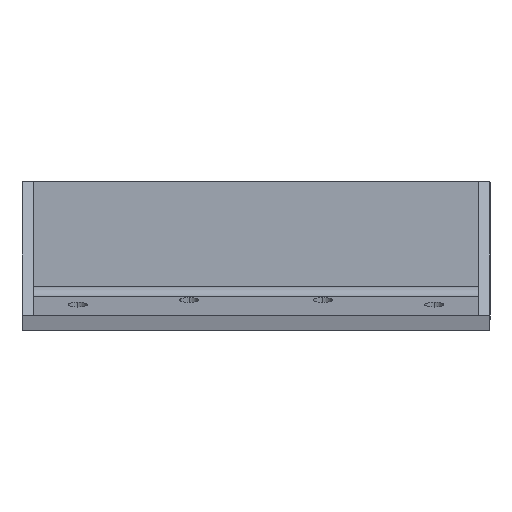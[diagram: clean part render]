
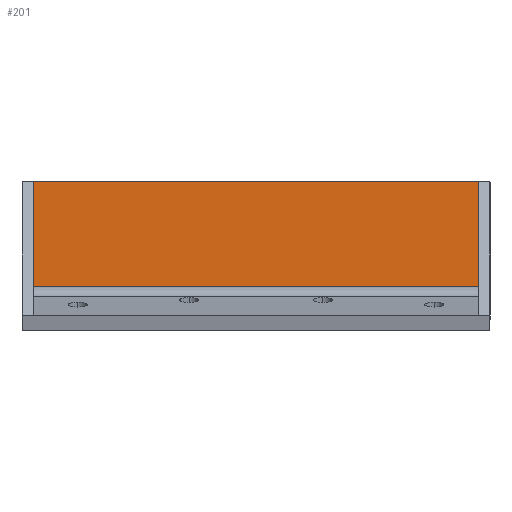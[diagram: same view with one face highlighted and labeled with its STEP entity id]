
A CAD part, top view. The second image highlights one B-rep face of the part: STEP entity #201.
In plain terms, the highlighted planar face has unit normal (0, 0, 1).
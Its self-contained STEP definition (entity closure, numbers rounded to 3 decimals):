
#186 = CARTESIAN_POINT ( 'NONE',  ( -47., -16.892, 57. ) ) ;
#193 = ORIENTED_EDGE ( 'NONE', *, *, #531, .T. ) ;
#201 = ADVANCED_FACE ( 'NONE', ( #1353 ), #2277, .T. ) ;
#297 = EDGE_CURVE ( 'NONE', #2181, #403, #441, .T. ) ;
#379 = DIRECTION ( 'NONE',  ( 0., 1., 0. ) ) ;
#392 = DIRECTION ( 'NONE',  ( 1., 0., 0. ) ) ;
#395 = VECTOR ( 'NONE', #392, 1000. ) ;
#403 = VERTEX_POINT ( 'NONE', #1282 ) ;
#441 = LINE ( 'NONE', #1019, #395 ) ;
#457 = DIRECTION ( 'NONE',  ( 1., 0., 0. ) ) ;
#500 = CARTESIAN_POINT ( 'NONE',  ( -47., -20.728, 57. ) ) ;
#531 = EDGE_CURVE ( 'NONE', #403, #2281, #2317, .T. ) ;
#541 = DIRECTION ( 'NONE',  ( 1., 0., 0. ) ) ;
#552 = CARTESIAN_POINT ( 'NONE',  ( -52., 30., 57. ) ) ;
#560 = VECTOR ( 'NONE', #379, 1000. ) ;
#668 = LINE ( 'NONE', #500, #2029 ) ;
#746 = LINE ( 'NONE', #552, #2053 ) ;
#814 = ORIENTED_EDGE ( 'NONE', *, *, #2363, .T. ) ;
#838 = DIRECTION ( 'NONE',  ( 0., 0., 1. ) ) ;
#928 = EDGE_CURVE ( 'NONE', #1392, #2281, #746, .T. ) ;
#941 = ORIENTED_EDGE ( 'NONE', *, *, #297, .T. ) ;
#1019 = CARTESIAN_POINT ( 'NONE',  ( 153., -16.892, 57. ) ) ;
#1131 = ORIENTED_EDGE ( 'NONE', *, *, #928, .F. ) ;
#1230 = DIRECTION ( 'NONE',  ( 0., -1., 0. ) ) ;
#1282 = CARTESIAN_POINT ( 'NONE',  ( 153., -16.892, 57. ) ) ;
#1334 = CARTESIAN_POINT ( 'NONE',  ( -47., 30., 57. ) ) ;
#1353 = FACE_OUTER_BOUND ( 'NONE', #2201, .T. ) ;
#1392 = VERTEX_POINT ( 'NONE', #1334 ) ;
#1419 = CARTESIAN_POINT ( 'NONE',  ( 153., 30., 57. ) ) ;
#1425 = AXIS2_PLACEMENT_3D ( 'NONE', #2515, #838, #457 ) ;
#2029 = VECTOR ( 'NONE', #1230, 1000. ) ;
#2053 = VECTOR ( 'NONE', #541, 1000. ) ;
#2093 = CARTESIAN_POINT ( 'NONE',  ( 153., -20.728, 57. ) ) ;
#2181 = VERTEX_POINT ( 'NONE', #186 ) ;
#2201 = EDGE_LOOP ( 'NONE', ( #814, #941, #193, #1131 ) ) ;
#2277 = PLANE ( 'NONE',  #1425 ) ;
#2281 = VERTEX_POINT ( 'NONE', #1419 ) ;
#2317 = LINE ( 'NONE', #2093, #560 ) ;
#2363 = EDGE_CURVE ( 'NONE', #1392, #2181, #668, .T. ) ;
#2515 = CARTESIAN_POINT ( 'NONE',  ( -52., -241.07, 57. ) ) ;
